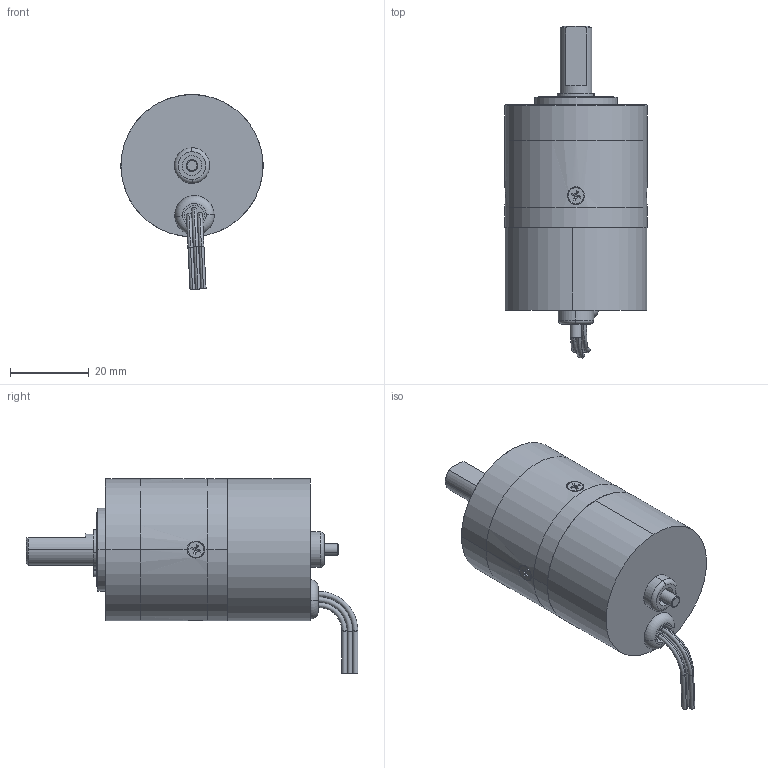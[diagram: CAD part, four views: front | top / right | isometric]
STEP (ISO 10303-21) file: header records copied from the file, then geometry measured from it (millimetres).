
FILE_DESCRIPTION (( 'STEP AP214' ), '1' );
FILE_NAME ('36BLDC-AG.STEP', '2022-03-02T07:15:28', ( '' ), ( '' ), 'SwSTEP 2.0', 'SolidWorks 2020', '' );
FILE_SCHEMA (( 'AUTOMOTIVE_DESIGN' ));
Length unit declared in the file: millimetre
Products named in the file (13): 粣3; 35BYGH236; deep groove ball bearings gb_Rolling bearings 619-8 GB 276-94; PLA36-013齿圈; hexagon socket head cap screws gb_GB_FASTENER_SCREWS_HSHCS M2.5X8-N; 萇儂盄; 36BLDC-AG; cross recessed ctsk wood screws gb_GB_WOOD_SCREWS_TYPE135 2X8-S; PLA36-003ヶ傷裔; PLA36-002怀堤粣; PLA36-004綴傷裔; 拸芃萇儂; GB_CONNECTING_PIECE_RING_RRA 8_GB_CONNECTING_PIECE_RING_RRA 8
Assembly tree (18 placements, depth 3):
  36BLDC-AG
    PLA36-004綴傷裔
    PLA36-013齿圈
    PLA36-003ヶ傷裔
    PLA36-002怀堤粣
    35BYGH236
      拸芃萇儂
      萇儂盄
      粣3
    hexagon socket head cap screws gb_GB_FASTENER_SCREWS_HSHCS M2.5X8-N  x4
    GB_CONNECTING_PIECE_RING_RRA 8_GB_CONNECTING_PIECE_RING_RRA 8
    cross recessed ctsk wood screws gb_GB_WOOD_SCREWS_TYPE135 2X8-S  x4
    deep groove ball bearings gb_Rolling bearings 619-8 GB 276-94
Bounding box: 36 x 84.02 x 49.36 mm (x, y, z)
Volume: 46398.6 mm3; surface area: 23571.7 mm2
Topology: 22 solids, 22 shells, 1566 faces, 4286 edges, 2713 vertices
Faces by surface type: cylinder 739, cone 551, plane 165, torus 83, sphere 28
Entity records: 31873 total; most frequent: CARTESIAN_POINT 6760, DIRECTION 5467, ORIENTED_EDGE 4984, EDGE_CURVE 2492, AXIS2_PLACEMENT_3D 2339, VERTEX_POINT 1616, CIRCLE 1417, EDGE_LOOP 962
